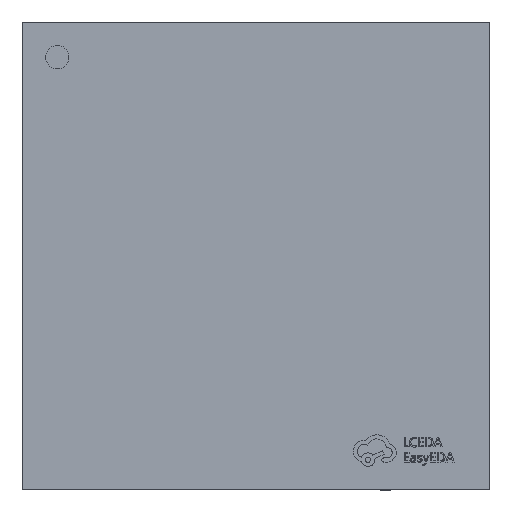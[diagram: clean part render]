
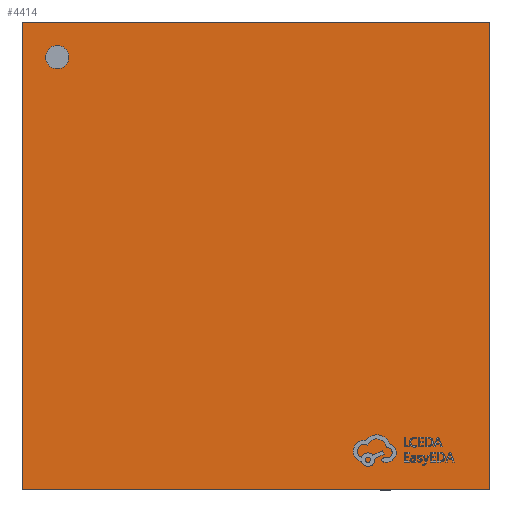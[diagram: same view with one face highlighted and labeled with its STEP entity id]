
A CAD part, top view. The second image highlights one B-rep face of the part: STEP entity #4414.
In plain terms, the highlighted planar face has unit normal (0, 0, 1).
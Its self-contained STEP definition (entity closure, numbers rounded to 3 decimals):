
#69 = CARTESIAN_POINT ( 'NONE',  ( -1.7, 1.7, 0.83 ) ) ;
#189 = VERTEX_POINT ( 'NONE', #2549 ) ;
#221 = VERTEX_POINT ( 'NONE', #1112 ) ;
#305 = EDGE_CURVE ( 'NONE', #221, #9515, #16226, .T. ) ;
#560 = AXIS2_PLACEMENT_3D ( 'NONE', #69, #9644, #10872 ) ;
#567 = EDGE_CURVE ( 'NONE', #18359, #3397, #9116, .T. ) ;
#1112 = CARTESIAN_POINT ( 'NONE',  ( -1.8, 1.7, 0.83 ) ) ;
#1415 = LINE ( 'NONE', #1517, #9216 ) ;
#1517 = CARTESIAN_POINT ( 'NONE',  ( -2., -2., 0.83 ) ) ;
#1880 = FACE_BOUND ( 'NONE', #17207, .T. ) ;
#1977 = DIRECTION ( 'NONE',  ( 0., 0., -1. ) ) ;
#2549 = CARTESIAN_POINT ( 'NONE',  ( 2., -2., 0.83 ) ) ;
#2998 = ORIENTED_EDGE ( 'NONE', *, *, #20076, .T. ) ;
#3073 = CARTESIAN_POINT ( 'NONE',  ( 2., 2., 0.83 ) ) ;
#3178 = VECTOR ( 'NONE', #11892, 1000. ) ;
#3397 = VERTEX_POINT ( 'NONE', #5087 ) ;
#3895 = DIRECTION ( 'NONE',  ( 1., 0., 0. ) ) ;
#4224 = CARTESIAN_POINT ( 'NONE',  ( -1.7, 1.7, 0.83 ) ) ;
#4414 = ADVANCED_FACE ( 'NONE', ( #1880, #15994 ), #8245, .F. ) ;
#4565 = CARTESIAN_POINT ( 'NONE',  ( -2., -2., 0.83 ) ) ;
#4568 = ORIENTED_EDGE ( 'NONE', *, *, #305, .F. ) ;
#5087 = CARTESIAN_POINT ( 'NONE',  ( -2., 2., 0.83 ) ) ;
#5531 = CARTESIAN_POINT ( 'NONE',  ( -1.6, 1.7, 0.83 ) ) ;
#6106 = DIRECTION ( 'NONE',  ( 0., -1., 0. ) ) ;
#6273 = VECTOR ( 'NONE', #7124, 1000. ) ;
#6984 = CARTESIAN_POINT ( 'NONE',  ( 0., 0., 0.83 ) ) ;
#7015 = LINE ( 'NONE', #19793, #6273 ) ;
#7124 = DIRECTION ( 'NONE',  ( 0., 1., 0. ) ) ;
#7568 = AXIS2_PLACEMENT_3D ( 'NONE', #4224, #17174, #20114 ) ;
#8025 = VERTEX_POINT ( 'NONE', #4565 ) ;
#8245 = PLANE ( 'NONE',  #15432 ) ;
#8559 = VECTOR ( 'NONE', #3895, 1000. ) ;
#9116 = LINE ( 'NONE', #20007, #3178 ) ;
#9203 = EDGE_CURVE ( 'NONE', #189, #18359, #7015, .T. ) ;
#9216 = VECTOR ( 'NONE', #6106, 1000. ) ;
#9515 = VERTEX_POINT ( 'NONE', #5531 ) ;
#9644 = DIRECTION ( 'NONE',  ( 0., 0., 1. ) ) ;
#9884 = DIRECTION ( 'NONE',  ( -1., 0., 0. ) ) ;
#10872 = DIRECTION ( 'NONE',  ( 1., 0., 0. ) ) ;
#11783 = LINE ( 'NONE', #18087, #8559 ) ;
#11892 = DIRECTION ( 'NONE',  ( -1., 0., 0. ) ) ;
#14183 = ORIENTED_EDGE ( 'NONE', *, *, #20241, .T. ) ;
#15432 = AXIS2_PLACEMENT_3D ( 'NONE', #6984, #1977, #9884 ) ;
#15820 = ORIENTED_EDGE ( 'NONE', *, *, #567, .T. ) ;
#15994 = FACE_OUTER_BOUND ( 'NONE', #18457, .T. ) ;
#16226 = CIRCLE ( 'NONE', #560, 0.1 ) ;
#17174 = DIRECTION ( 'NONE',  ( 0., 0., 1. ) ) ;
#17207 = EDGE_LOOP ( 'NONE', ( #17471, #4568 ) ) ;
#17471 = ORIENTED_EDGE ( 'NONE', *, *, #20162, .F. ) ;
#18087 = CARTESIAN_POINT ( 'NONE',  ( -2., -2., 0.83 ) ) ;
#18359 = VERTEX_POINT ( 'NONE', #3073 ) ;
#18457 = EDGE_LOOP ( 'NONE', ( #18635, #15820, #2998, #14183 ) ) ;
#18635 = ORIENTED_EDGE ( 'NONE', *, *, #9203, .T. ) ;
#19263 = CIRCLE ( 'NONE', #7568, 0.1 ) ;
#19793 = CARTESIAN_POINT ( 'NONE',  ( 2., -2., 0.83 ) ) ;
#20007 = CARTESIAN_POINT ( 'NONE',  ( -2., 2., 0.83 ) ) ;
#20076 = EDGE_CURVE ( 'NONE', #3397, #8025, #1415, .T. ) ;
#20114 = DIRECTION ( 'NONE',  ( 1., 0., 0. ) ) ;
#20162 = EDGE_CURVE ( 'NONE', #9515, #221, #19263, .T. ) ;
#20241 = EDGE_CURVE ( 'NONE', #8025, #189, #11783, .T. ) ;
